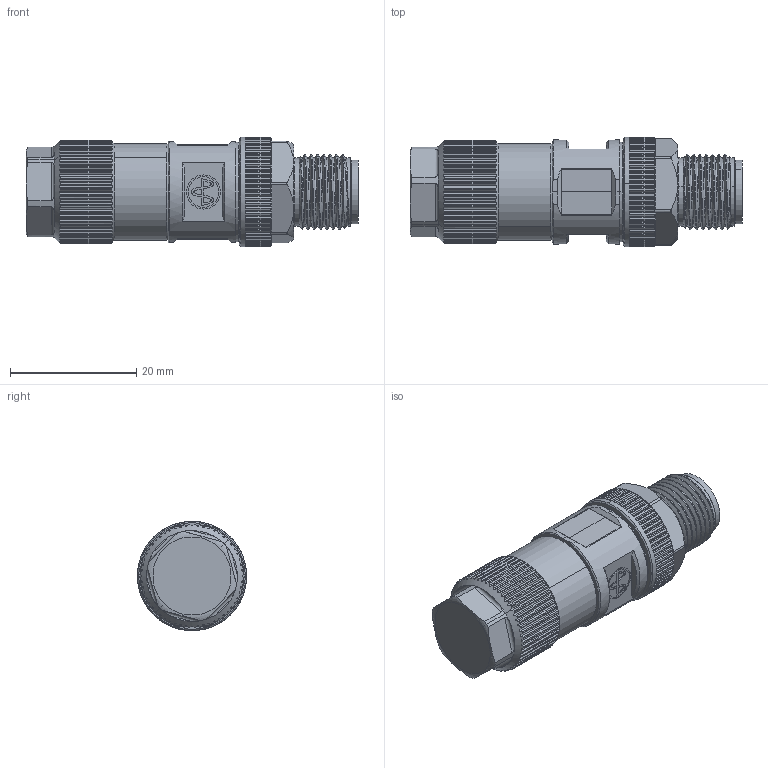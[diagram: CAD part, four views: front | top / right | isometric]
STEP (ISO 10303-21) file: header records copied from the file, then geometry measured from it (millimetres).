
FILE_DESCRIPTION (( 'STEP AP214' ), '1' );
FILE_NAME ('Customer-BB3695A203.STEP', '2023-02-16T16:49:57', ( '' ), ( '' ), 'SwSTEP 2.0', 'SolidWorks 2021', '' );
FILE_SCHEMA (( 'AUTOMOTIVE_DESIGN' ));
Length unit declared in the file: millimetre
Products named in the file (1): Customer-BB3695A203
Bounding box: 52.59 x 17.3 x 17.3 mm (x, y, z)
Volume: 8773.4 mm3; surface area: 3655.8 mm2
Topology: 1 solids, 1 shells, 909 faces, 2529 edges, 1631 vertices
Faces by surface type: plane 436, cylinder 290, cone 106, bspline 47, torus 18, sphere 12
Entity records: 38568 total; most frequent: CARTESIAN_POINT 13829, ORIENTED_EDGE 5030, DIRECTION 4084, EDGE_CURVE 2515, VERTEX_POINT 1631, AXIS2_PLACEMENT_3D 1556, LINE 972, VECTOR 972
